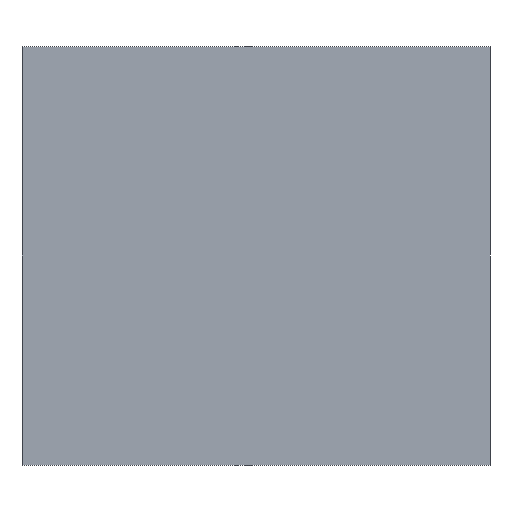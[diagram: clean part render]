
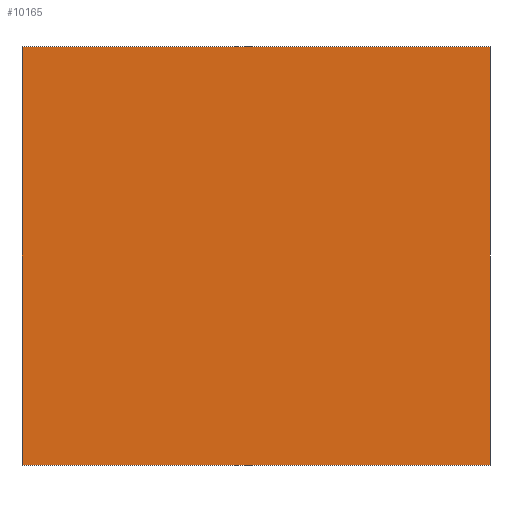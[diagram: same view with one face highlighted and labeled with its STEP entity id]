
A CAD part, front view. The second image highlights one B-rep face of the part: STEP entity #10165.
In plain terms, the highlighted face is planar.
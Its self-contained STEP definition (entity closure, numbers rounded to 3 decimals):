
#35 = LINE ( 'NONE', #1749, #8059 ) ;
#83 = CARTESIAN_POINT ( 'NONE',  ( 0., 0., 3. ) ) ;
#1216 = VERTEX_POINT ( 'NONE', #13752 ) ;
#1749 = CARTESIAN_POINT ( 'NONE',  ( 51.553, 189.209, 3. ) ) ;
#2010 = DIRECTION ( 'NONE',  ( 1., 0., 0. ) ) ;
#2230 = LINE ( 'NONE', #6209, #16502 ) ;
#3905 = VERTEX_POINT ( 'NONE', #4370 ) ;
#4005 = DIRECTION ( 'NONE',  ( -1., 0., 0. ) ) ;
#4113 = EDGE_CURVE ( 'NONE', #3905, #1216, #5819, .T. ) ;
#4370 = CARTESIAN_POINT ( 'NONE',  ( 51.553, -30.023, 3. ) ) ;
#5138 = CARTESIAN_POINT ( 'NONE',  ( 51.553, 189.209, 3. ) ) ;
#5819 = LINE ( 'NONE', #14125, #21145 ) ;
#6209 = CARTESIAN_POINT ( 'NONE',  ( -144.537, 189.209, 3. ) ) ;
#6623 = ORIENTED_EDGE ( 'NONE', *, *, #20294, .T. ) ;
#8059 = VECTOR ( 'NONE', #8519, 1000. ) ;
#8257 = EDGE_CURVE ( 'NONE', #20352, #3905, #17903, .T. ) ;
#8316 = DIRECTION ( 'NONE',  ( 0., 0., 1. ) ) ;
#8519 = DIRECTION ( 'NONE',  ( -1., 0., 0. ) ) ;
#9461 = FACE_OUTER_BOUND ( 'NONE', #18332, .T. ) ;
#9922 = EDGE_CURVE ( 'NONE', #10012, #1216, #2230, .T. ) ;
#10012 = VERTEX_POINT ( 'NONE', #14763 ) ;
#10165 = ADVANCED_FACE ( 'NONE', ( #9461 ), #11748, .T. ) ;
#10845 = ORIENTED_EDGE ( 'NONE', *, *, #8257, .F. ) ;
#11748 = PLANE ( 'NONE',  #13003 ) ;
#12280 = ORIENTED_EDGE ( 'NONE', *, *, #4113, .F. ) ;
#13003 = AXIS2_PLACEMENT_3D ( 'NONE', #83, #8316, #2010 ) ;
#13752 = CARTESIAN_POINT ( 'NONE',  ( -144.537, -30.023, 3. ) ) ;
#14125 = CARTESIAN_POINT ( 'NONE',  ( 51.553, -30.023, 3. ) ) ;
#14652 = CARTESIAN_POINT ( 'NONE',  ( 51.553, 189.209, 3. ) ) ;
#14763 = CARTESIAN_POINT ( 'NONE',  ( -144.537, 189.209, 3. ) ) ;
#16080 = ORIENTED_EDGE ( 'NONE', *, *, #9922, .T. ) ;
#16082 = VECTOR ( 'NONE', #17914, 1000. ) ;
#16502 = VECTOR ( 'NONE', #19484, 1000. ) ;
#17903 = LINE ( 'NONE', #14652, #16082 ) ;
#17914 = DIRECTION ( 'NONE',  ( 0., -1., 0. ) ) ;
#18332 = EDGE_LOOP ( 'NONE', ( #6623, #16080, #12280, #10845 ) ) ;
#19484 = DIRECTION ( 'NONE',  ( 0., -1., 0. ) ) ;
#20294 = EDGE_CURVE ( 'NONE', #20352, #10012, #35, .T. ) ;
#20352 = VERTEX_POINT ( 'NONE', #5138 ) ;
#21145 = VECTOR ( 'NONE', #4005, 1000. ) ;
